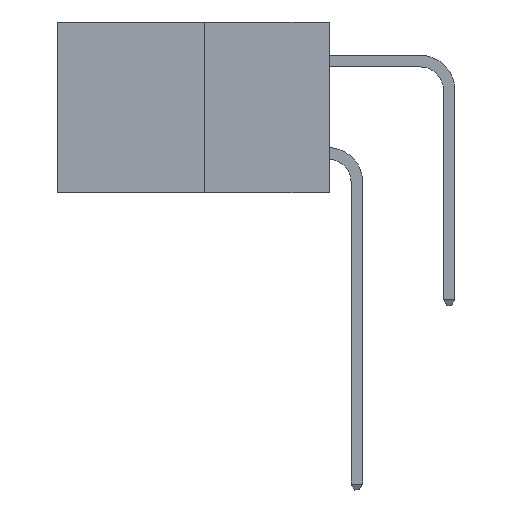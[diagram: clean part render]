
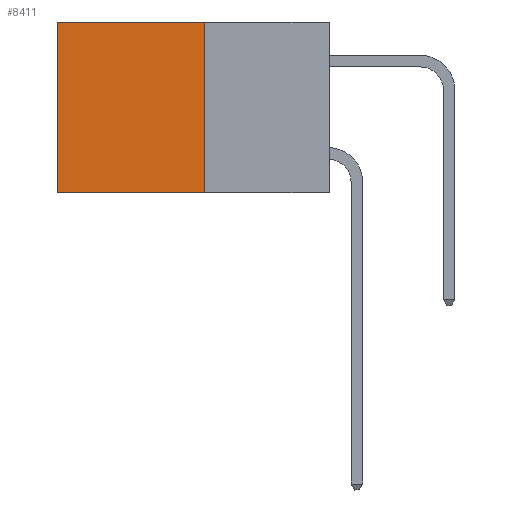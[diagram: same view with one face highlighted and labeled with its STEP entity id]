
A CAD part, left-side view. The second image highlights one B-rep face of the part: STEP entity #8411.
In plain terms, the highlighted planar face has unit normal (-1, 0, 0).
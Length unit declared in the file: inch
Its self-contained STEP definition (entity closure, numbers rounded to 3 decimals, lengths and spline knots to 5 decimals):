
#508 = VECTOR ( 'NONE', #7276, 39.37008 ) ;
#1558 = LINE ( 'NONE', #5968, #14580 ) ;
#2231 = EDGE_LOOP ( 'NONE', ( #4300, #21583, #21330, #8756 ) ) ;
#3620 = VECTOR ( 'NONE', #12904, 39.37008 ) ;
#4003 = CARTESIAN_POINT ( 'NONE',  ( 0.277, 0.59, 0. ) ) ;
#4194 = LINE ( 'NONE', #21309, #3620 ) ;
#4300 = ORIENTED_EDGE ( 'NONE', *, *, #6789, .T. ) ;
#5574 = CARTESIAN_POINT ( 'NONE',  ( 0.277, 0.27, -0.37 ) ) ;
#5908 = DIRECTION ( 'NONE',  ( 0., 1., 0. ) ) ;
#5968 = CARTESIAN_POINT ( 'NONE',  ( 0.277, 0.27, 0. ) ) ;
#6189 = VERTEX_POINT ( 'NONE', #4003 ) ;
#6539 = AXIS2_PLACEMENT_3D ( 'NONE', #8951, #8675, #8655 ) ;
#6789 = EDGE_CURVE ( 'NONE', #6189, #8576, #11984, .T. ) ;
#7020 = CARTESIAN_POINT ( 'NONE',  ( 0.277, 0.59, -0.37 ) ) ;
#7276 = DIRECTION ( 'NONE',  ( 0., 0., -1. ) ) ;
#8411 = ADVANCED_FACE ( 'NONE', ( #10790 ), #8748, .F. ) ;
#8576 = VERTEX_POINT ( 'NONE', #7020 ) ;
#8655 = DIRECTION ( 'NONE',  ( 0., 0., -1. ) ) ;
#8667 = EDGE_CURVE ( 'NONE', #12561, #6189, #1558, .T. ) ;
#8675 = DIRECTION ( 'NONE',  ( 1., 0., 0. ) ) ;
#8748 = PLANE ( 'NONE',  #6539 ) ;
#8756 = ORIENTED_EDGE ( 'NONE', *, *, #8667, .T. ) ;
#8924 = LINE ( 'NONE', #10746, #508 ) ;
#8951 = CARTESIAN_POINT ( 'NONE',  ( 0.277, 0.27, -0.37 ) ) ;
#10746 = CARTESIAN_POINT ( 'NONE',  ( 0.277, 0.27, -0.37 ) ) ;
#10790 = FACE_OUTER_BOUND ( 'NONE', #2231, .T. ) ;
#10933 = CARTESIAN_POINT ( 'NONE',  ( 0.277, 0.59, -0.37 ) ) ;
#11306 = DIRECTION ( 'NONE',  ( 0., 0., -1. ) ) ;
#11984 = LINE ( 'NONE', #10933, #20482 ) ;
#12561 = VERTEX_POINT ( 'NONE', #13816 ) ;
#12904 = DIRECTION ( 'NONE',  ( 0., 1., 0. ) ) ;
#13276 = EDGE_CURVE ( 'NONE', #12561, #17894, #8924, .T. ) ;
#13816 = CARTESIAN_POINT ( 'NONE',  ( 0.277, 0.27, 0. ) ) ;
#14580 = VECTOR ( 'NONE', #5908, 39.37008 ) ;
#17894 = VERTEX_POINT ( 'NONE', #5574 ) ;
#19904 = EDGE_CURVE ( 'NONE', #17894, #8576, #4194, .T. ) ;
#20482 = VECTOR ( 'NONE', #11306, 39.37008 ) ;
#21309 = CARTESIAN_POINT ( 'NONE',  ( 0.277, 0.27, -0.37 ) ) ;
#21330 = ORIENTED_EDGE ( 'NONE', *, *, #13276, .F. ) ;
#21583 = ORIENTED_EDGE ( 'NONE', *, *, #19904, .F. ) ;
